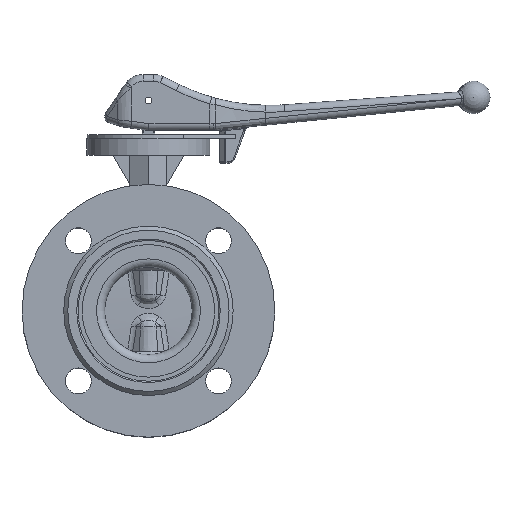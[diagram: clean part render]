
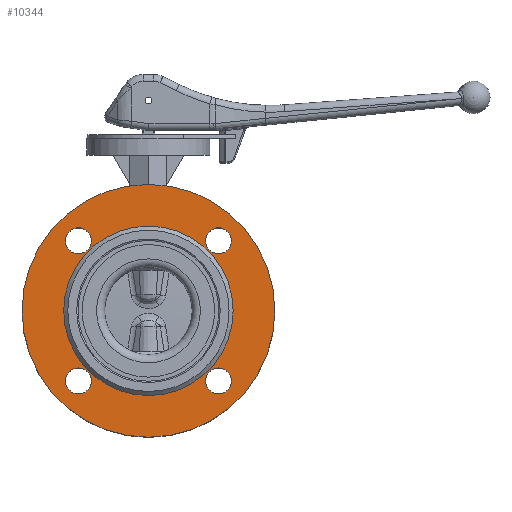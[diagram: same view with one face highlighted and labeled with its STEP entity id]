
A CAD part, top view. The second image highlights one B-rep face of the part: STEP entity #10344.
In plain terms, the highlighted planar face has unit normal (0, 0, 1).
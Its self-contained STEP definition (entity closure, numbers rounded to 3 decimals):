
#168=FACE_BOUND('',#1888,.T.);
#169=FACE_BOUND('',#1889,.T.);
#170=FACE_BOUND('',#1890,.T.);
#171=FACE_BOUND('',#1891,.T.);
#172=FACE_BOUND('',#1892,.T.);
#357=PLANE('',#11235);
#1244=FACE_OUTER_BOUND('',#1887,.T.);
#1887=EDGE_LOOP('',(#8426));
#1888=EDGE_LOOP('',(#8427));
#1889=EDGE_LOOP('',(#8428));
#1890=EDGE_LOOP('',(#8429));
#1891=EDGE_LOOP('',(#8430));
#1892=EDGE_LOOP('',(#8431));
#4230=CIRCLE('',#11078,9.5);
#4234=CIRCLE('',#11084,9.5);
#4238=CIRCLE('',#11090,9.5);
#4242=CIRCLE('',#11096,9.5);
#4259=CIRCLE('',#11122,62.);
#4261=CIRCLE('',#11125,92.5);
#4701=VERTEX_POINT('',#18144);
#4705=VERTEX_POINT('',#18156);
#4709=VERTEX_POINT('',#18168);
#4713=VERTEX_POINT('',#18180);
#4729=VERTEX_POINT('',#18230);
#4731=VERTEX_POINT('',#18236);
#5878=EDGE_CURVE('',#4701,#4701,#4230,.T.);
#5884=EDGE_CURVE('',#4705,#4705,#4234,.T.);
#5890=EDGE_CURVE('',#4709,#4709,#4238,.T.);
#5896=EDGE_CURVE('',#4713,#4713,#4242,.T.);
#5920=EDGE_CURVE('',#4729,#4729,#4259,.T.);
#5923=EDGE_CURVE('',#4731,#4731,#4261,.T.);
#8426=ORIENTED_EDGE('',*,*,#5923,.T.);
#8427=ORIENTED_EDGE('',*,*,#5878,.T.);
#8428=ORIENTED_EDGE('',*,*,#5884,.T.);
#8429=ORIENTED_EDGE('',*,*,#5890,.T.);
#8430=ORIENTED_EDGE('',*,*,#5896,.T.);
#8431=ORIENTED_EDGE('',*,*,#5920,.F.);
#10344=ADVANCED_FACE('',(#1244,#168,#169,#170,#171,#172),#357,.F.);
#11078=AXIS2_PLACEMENT_3D('',#18146,#12514,#12515);
#11084=AXIS2_PLACEMENT_3D('',#18158,#12528,#12529);
#11090=AXIS2_PLACEMENT_3D('',#18170,#12542,#12543);
#11096=AXIS2_PLACEMENT_3D('',#18182,#12556,#12557);
#11122=AXIS2_PLACEMENT_3D('',#18231,#12615,#12616);
#11125=AXIS2_PLACEMENT_3D('',#18237,#12622,#12623);
#11235=AXIS2_PLACEMENT_3D('',#19892,#13080,#13081);
#12514=DIRECTION('center_axis',(0.,0.,-1.));
#12515=DIRECTION('ref_axis',(-1.,0.,0.));
#12528=DIRECTION('center_axis',(0.,0.,-1.));
#12529=DIRECTION('ref_axis',(-1.,0.,0.));
#12542=DIRECTION('center_axis',(0.,0.,-1.));
#12543=DIRECTION('ref_axis',(-1.,0.,0.));
#12556=DIRECTION('center_axis',(0.,0.,-1.));
#12557=DIRECTION('ref_axis',(-1.,0.,0.));
#12615=DIRECTION('center_axis',(0.,0.,1.));
#12616=DIRECTION('ref_axis',(1.,0.,0.));
#12622=DIRECTION('center_axis',(0.,0.,1.));
#12623=DIRECTION('ref_axis',(1.,0.,0.));
#13080=DIRECTION('center_axis',(0.,0.,-1.));
#13081=DIRECTION('ref_axis',(-1.,0.,0.));
#18144=CARTESIAN_POINT('',(-60.765,51.265,53.));
#18146=CARTESIAN_POINT('Origin',(-51.265,51.265,53.));
#18156=CARTESIAN_POINT('',(-60.765,-51.265,53.));
#18158=CARTESIAN_POINT('Origin',(-51.265,-51.265,53.));
#18168=CARTESIAN_POINT('',(41.765,-51.265,53.));
#18170=CARTESIAN_POINT('Origin',(51.265,-51.265,53.));
#18180=CARTESIAN_POINT('',(41.765,51.265,53.));
#18182=CARTESIAN_POINT('Origin',(51.265,51.265,53.));
#18230=CARTESIAN_POINT('',(62.,0.,53.));
#18231=CARTESIAN_POINT('Origin',(0.,0.,53.));
#18236=CARTESIAN_POINT('',(-92.5,0.,53.));
#18237=CARTESIAN_POINT('Origin',(0.,0.,53.));
#19892=CARTESIAN_POINT('Origin',(0.,62.,53.));
